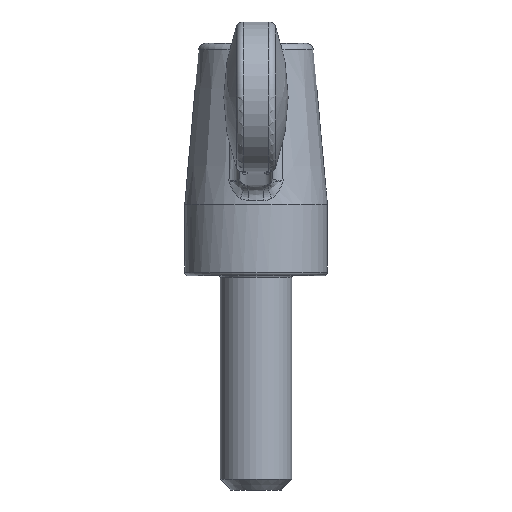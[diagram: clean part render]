
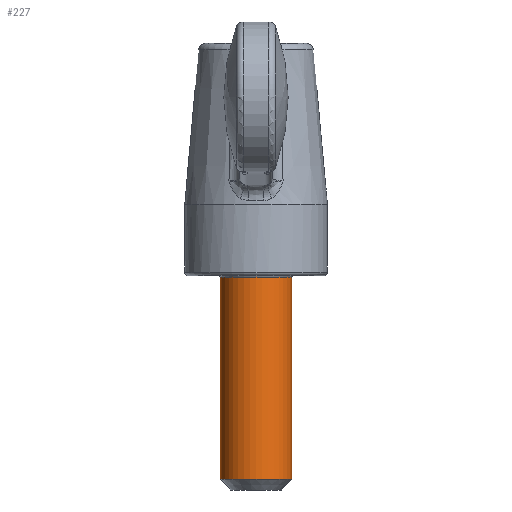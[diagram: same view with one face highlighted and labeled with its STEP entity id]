
A CAD part, front view. The second image highlights one B-rep face of the part: STEP entity #227.
In plain terms, the highlighted cylindrical face has radius 5 mm (diameter 10 mm), a full revolution.
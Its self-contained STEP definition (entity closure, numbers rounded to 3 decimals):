
#227 = ADVANCED_FACE( '', ( #504, #505 ), #506, .T. );
#504 = FACE_OUTER_BOUND( '', #2537, .T. );
#505 = FACE_OUTER_BOUND( '', #2538, .T. );
#506 = CYLINDRICAL_SURFACE( '', #2539, 5. );
#2537 = EDGE_LOOP( '', ( #5078 ) );
#2538 = EDGE_LOOP( '', ( #5079 ) );
#2539 = AXIS2_PLACEMENT_3D( '', #5080, #5081, #5082 );
#5078 = ORIENTED_EDGE( '', *, *, #5623, .T. );
#5079 = ORIENTED_EDGE( '', *, *, #5484, .T. );
#5080 = CARTESIAN_POINT( '', ( 0., 0., -87. ) );
#5081 = DIRECTION( '', ( 0., 0., -1. ) );
#5082 = DIRECTION( '', ( 1., 0., 0. ) );
#5484 = EDGE_CURVE( '', #5847, #5847, #5848, .T. );
#5623 = EDGE_CURVE( '', #6051, #6051, #6052, .F. );
#5847 = VERTEX_POINT( '', #6811 );
#5848 = CIRCLE( '', #6812, 5. );
#6051 = VERTEX_POINT( '', #7987 );
#6052 = CIRCLE( '', #7988, 5. );
#6811 = CARTESIAN_POINT( '', ( 5., 0., -28.5 ) );
#6812 = AXIS2_PLACEMENT_3D( '', #8627, #8628, #8629 );
#7987 = CARTESIAN_POINT( '', ( 5., 0., -0.2 ) );
#7988 = AXIS2_PLACEMENT_3D( '', #8745, #8746, #8747 );
#8627 = CARTESIAN_POINT( '', ( 0., 0., -28.5 ) );
#8628 = DIRECTION( '', ( 0., 0., 1. ) );
#8629 = DIRECTION( '', ( 1., 0., 0. ) );
#8745 = CARTESIAN_POINT( '', ( 0., 0., -0.2 ) );
#8746 = DIRECTION( '', ( 0., 0., 1. ) );
#8747 = DIRECTION( '', ( 1., 0., 0. ) );
